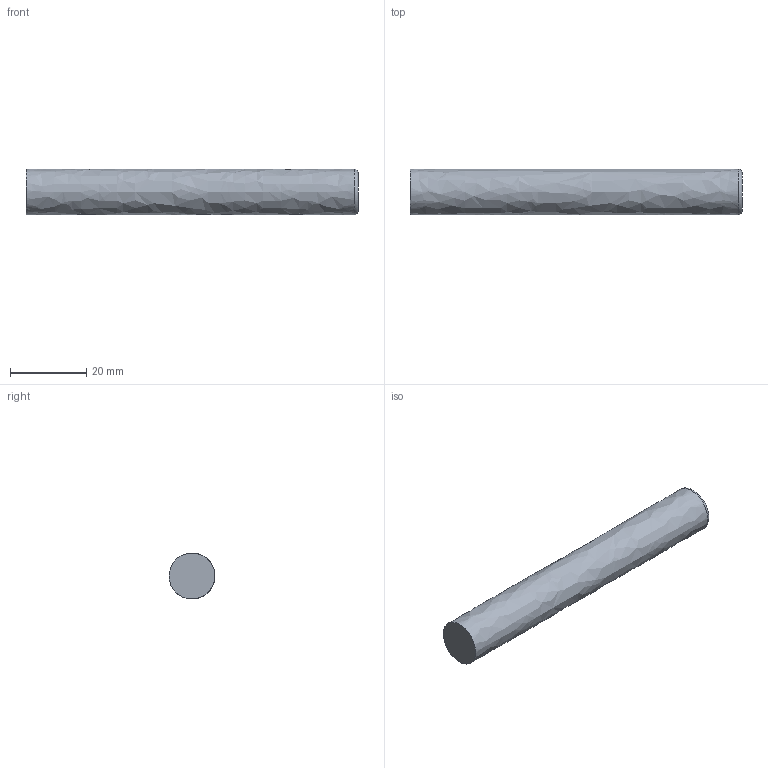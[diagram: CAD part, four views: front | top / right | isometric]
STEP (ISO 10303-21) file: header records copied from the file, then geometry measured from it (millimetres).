
FILE_DESCRIPTION (('STEP'), '1');
FILE_NAME ('137V5 1203-1.0RALCC.STP', '2023-06-30T08:47:31', ('Unknown'), ('M A FORD'), 'OneCNC-XR9 Mill 3D Expert', 'OneCNC-XR9 Mill 3D Expert', '');
FILE_SCHEMA (('CONFIG_CONTROL_DESIGN'));
Length unit declared in the file: millimetre
Bounding box: 87 x 12 x 12 mm (x, y, z)
Volume: 9904.5 mm3; surface area: 3495 mm2
Topology: 1 solids, 1 shells, 4 faces, 7 edges, 7 vertices
Faces by surface type: bspline 4
Entity records: 286 total; most frequent: CARTESIAN_POINT 153, ORIENTED_EDGE 10, PERSON 8, ORGANIZATION 8, PERSON_AND_ORGANIZATION 8, EDGE_CURVE 5, PERSON_AND_ORGANIZATION_ROLE 5, CC_DESIGN_PERSON_AND_ORGANIZATION_ASSIGNMENT 5
